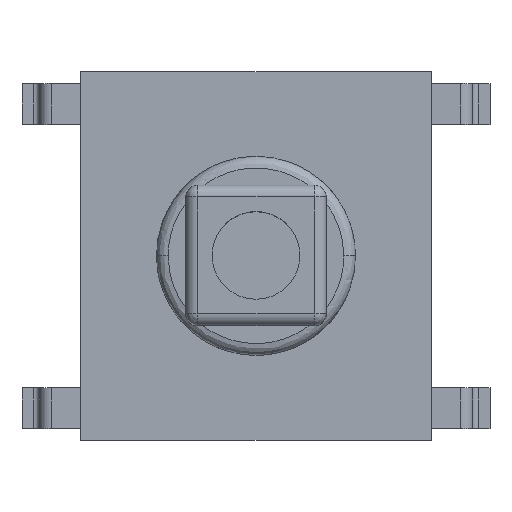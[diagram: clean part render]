
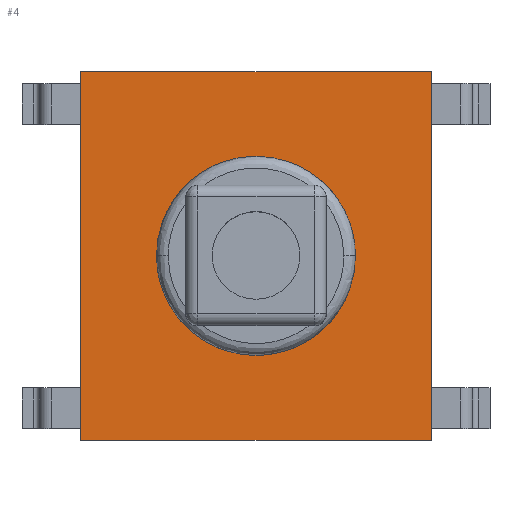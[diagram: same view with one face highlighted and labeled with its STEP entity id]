
A CAD part, top view. The second image highlights one B-rep face of the part: STEP entity #4.
In plain terms, the highlighted planar face has unit normal (0, 0, 1).
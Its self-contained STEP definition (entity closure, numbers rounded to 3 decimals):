
#4 = ADVANCED_FACE ( 'NONE', ( #2417, #603 ), #2361, .T. ) ;
#104 = VECTOR ( 'NONE', #878, 1000. ) ;
#115 = CARTESIAN_POINT ( 'NONE',  ( 0., 0., 2.6 ) ) ;
#126 = CARTESIAN_POINT ( 'NONE',  ( 0., 6.3, 2.6 ) ) ;
#193 = EDGE_CURVE ( 'NONE', #1010, #315, #1165, .T. ) ;
#315 = VERTEX_POINT ( 'NONE', #1931 ) ;
#404 = CARTESIAN_POINT ( 'NONE',  ( 0., 6.3, 2.6 ) ) ;
#500 = LINE ( 'NONE', #115, #585 ) ;
#585 = VECTOR ( 'NONE', #641, 1000. ) ;
#603 = FACE_OUTER_BOUND ( 'NONE', #2833, .T. ) ;
#621 = CARTESIAN_POINT ( 'NONE',  ( 0., 0., 2.6 ) ) ;
#641 = DIRECTION ( 'NONE',  ( -1., 0., 0. ) ) ;
#759 = EDGE_CURVE ( 'NONE', #1978, #1606, #1154, .T. ) ;
#789 = DIRECTION ( 'NONE',  ( 0., 0., 1. ) ) ;
#811 = ORIENTED_EDGE ( 'NONE', *, *, #193, .F. ) ;
#830 = EDGE_CURVE ( 'NONE', #315, #2548, #2025, .T. ) ;
#878 = DIRECTION ( 'NONE',  ( 1., 0., 0. ) ) ;
#937 = VERTEX_POINT ( 'NONE', #621 ) ;
#989 = EDGE_CURVE ( 'NONE', #2548, #937, #500, .T. ) ;
#1010 = VERTEX_POINT ( 'NONE', #404 ) ;
#1154 = CIRCLE ( 'NONE', #2943, 1.7 ) ;
#1165 = LINE ( 'NONE', #2700, #104 ) ;
#1244 = EDGE_CURVE ( 'NONE', #937, #1010, #1876, .T. ) ;
#1349 = VECTOR ( 'NONE', #2906, 1000. ) ;
#1356 = CARTESIAN_POINT ( 'NONE',  ( 3., 3.15, 2.6 ) ) ;
#1399 = DIRECTION ( 'NONE',  ( 0., 1., 0. ) ) ;
#1507 = DIRECTION ( 'NONE',  ( 0., 0., -1. ) ) ;
#1606 = VERTEX_POINT ( 'NONE', #3116 ) ;
#1665 = VECTOR ( 'NONE', #1399, 1000. ) ;
#1721 = ORIENTED_EDGE ( 'NONE', *, *, #1244, .F. ) ;
#1771 = DIRECTION ( 'NONE',  ( 1., 0., 0. ) ) ;
#1786 = CIRCLE ( 'NONE', #2372, 1.7 ) ;
#1876 = LINE ( 'NONE', #126, #1665 ) ;
#1903 = CARTESIAN_POINT ( 'NONE',  ( 6., 0., 2.6 ) ) ;
#1931 = CARTESIAN_POINT ( 'NONE',  ( 6., 6.3, 2.6 ) ) ;
#1969 = AXIS2_PLACEMENT_3D ( 'NONE', #2345, #789, #3152 ) ;
#1978 = VERTEX_POINT ( 'NONE', #2407 ) ;
#2025 = LINE ( 'NONE', #2880, #1349 ) ;
#2223 = EDGE_LOOP ( 'NONE', ( #3038, #3085 ) ) ;
#2273 = EDGE_CURVE ( 'NONE', #1606, #1978, #1786, .T. ) ;
#2345 = CARTESIAN_POINT ( 'NONE',  ( -0.6, -0.63, 2.6 ) ) ;
#2361 = PLANE ( 'NONE',  #1969 ) ;
#2372 = AXIS2_PLACEMENT_3D ( 'NONE', #1356, #2914, #2383 ) ;
#2383 = DIRECTION ( 'NONE',  ( 1., 0., 0. ) ) ;
#2407 = CARTESIAN_POINT ( 'NONE',  ( 1.3, 3.15, 2.6 ) ) ;
#2417 = FACE_BOUND ( 'NONE', #2223, .T. ) ;
#2548 = VERTEX_POINT ( 'NONE', #1903 ) ;
#2679 = ORIENTED_EDGE ( 'NONE', *, *, #830, .F. ) ;
#2700 = CARTESIAN_POINT ( 'NONE',  ( 6., 6.3, 2.6 ) ) ;
#2791 = ORIENTED_EDGE ( 'NONE', *, *, #989, .F. ) ;
#2811 = CARTESIAN_POINT ( 'NONE',  ( 3., 3.15, 2.6 ) ) ;
#2833 = EDGE_LOOP ( 'NONE', ( #811, #1721, #2791, #2679 ) ) ;
#2880 = CARTESIAN_POINT ( 'NONE',  ( 6., 0., 2.6 ) ) ;
#2906 = DIRECTION ( 'NONE',  ( 0., -1., 0. ) ) ;
#2914 = DIRECTION ( 'NONE',  ( 0., 0., -1. ) ) ;
#2943 = AXIS2_PLACEMENT_3D ( 'NONE', #2811, #1507, #1771 ) ;
#3038 = ORIENTED_EDGE ( 'NONE', *, *, #2273, .T. ) ;
#3085 = ORIENTED_EDGE ( 'NONE', *, *, #759, .T. ) ;
#3116 = CARTESIAN_POINT ( 'NONE',  ( 4.7, 3.15, 2.6 ) ) ;
#3152 = DIRECTION ( 'NONE',  ( 1., 0., 0. ) ) ;
